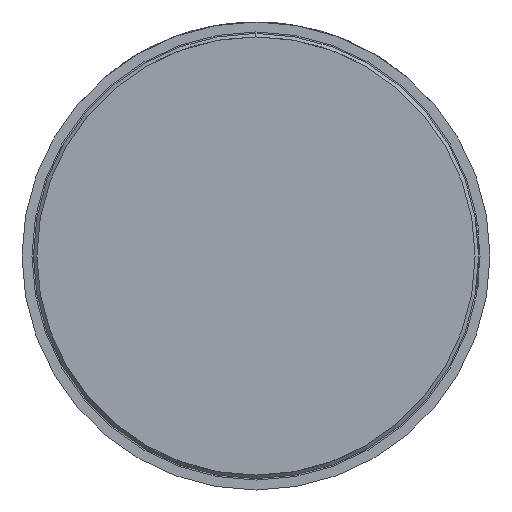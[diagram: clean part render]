
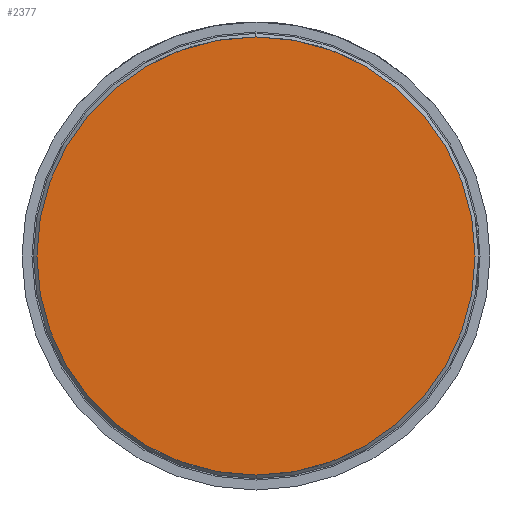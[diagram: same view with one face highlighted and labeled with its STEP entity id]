
A CAD part, front view. The second image highlights one B-rep face of the part: STEP entity #2377.
In plain terms, the highlighted planar face has unit normal (0, -1, 0).
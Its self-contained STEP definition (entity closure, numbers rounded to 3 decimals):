
#179 = CIRCLE ( 'NONE', #2558, 2.2 ) ;
#352 = CARTESIAN_POINT ( 'NONE',  ( 2.2, 0., 0. ) ) ;
#707 = VERTEX_POINT ( 'NONE', #352 ) ;
#795 = CARTESIAN_POINT ( 'NONE',  ( 0., 0., -1.9 ) ) ;
#805 = EDGE_CURVE ( 'Defeature ausgef�hrt1_16+Defeature ausgef�hrt1_23+Defeature ausgef�hrt1_23+Defeature ausgef�hrt1_23', #707, #3573, #5150, .T. ) ;
#849 = ORIENTED_EDGE ( 'NONE', *, *, #805, .T. ) ;
#1166 = PLANE ( 'NONE',  #2407 ) ;
#1485 = DIRECTION ( 'NONE',  ( 0., -1., 0. ) ) ;
#1797 = DIRECTION ( 'NONE',  ( 0., -1., 0. ) ) ;
#1896 = CARTESIAN_POINT ( 'NONE',  ( 0., 0., 0. ) ) ;
#2091 = EDGE_LOOP ( 'NONE', ( #4670, #849 ) ) ;
#2377 = ADVANCED_FACE ( 'Defeature ausgef�hrt1_16', ( #2740 ), #1166, .F. ) ;
#2378 = AXIS2_PLACEMENT_3D ( 'NONE', #1896, #1485, #3529 ) ;
#2407 = AXIS2_PLACEMENT_3D ( 'NONE', #795, #2835, #5242 ) ;
#2544 = CARTESIAN_POINT ( 'NONE',  ( -2.2, 0., 0. ) ) ;
#2558 = AXIS2_PLACEMENT_3D ( 'NONE', #4266, #1797, #3833 ) ;
#2740 = FACE_OUTER_BOUND ( 'NONE', #2091, .T. ) ;
#2835 = DIRECTION ( 'NONE',  ( 0., 1., 0. ) ) ;
#3529 = DIRECTION ( 'NONE',  ( -1., 0., 0. ) ) ;
#3573 = VERTEX_POINT ( 'NONE', #2544 ) ;
#3664 = EDGE_CURVE ( 'Defeature ausgef�hrt1_16+Defeature ausgef�hrt1_23+Defeature ausgef�hrt1_23+Defeature ausgef�hrt1_23', #3573, #707, #179, .T. ) ;
#3833 = DIRECTION ( 'NONE',  ( -1., 0., 0. ) ) ;
#4266 = CARTESIAN_POINT ( 'NONE',  ( 0., 0., 0. ) ) ;
#4670 = ORIENTED_EDGE ( 'NONE', *, *, #3664, .T. ) ;
#5150 = CIRCLE ( 'NONE', #2378, 2.2 ) ;
#5242 = DIRECTION ( 'NONE',  ( 1., 0., 0. ) ) ;
